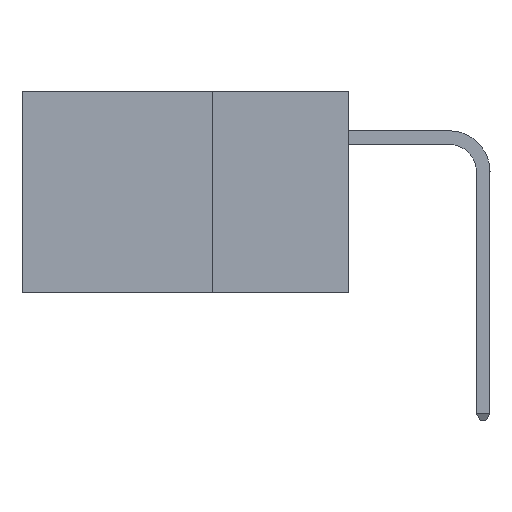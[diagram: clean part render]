
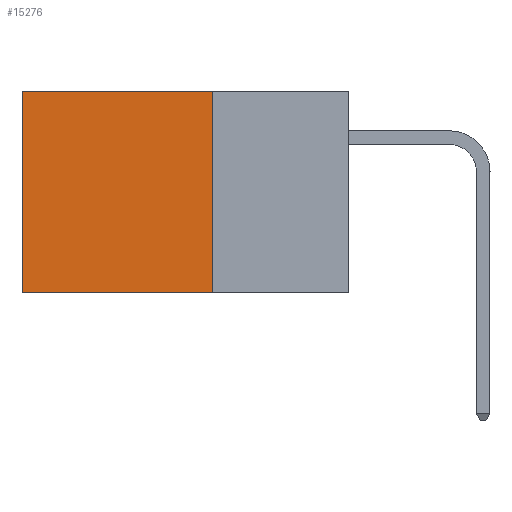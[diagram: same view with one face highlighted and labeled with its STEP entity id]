
A CAD part, left-side view. The second image highlights one B-rep face of the part: STEP entity #15276.
In plain terms, the highlighted planar face has unit normal (-1, 0, 0).
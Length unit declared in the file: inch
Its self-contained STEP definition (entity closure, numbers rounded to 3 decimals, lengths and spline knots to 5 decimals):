
#193 = EDGE_LOOP ( 'NONE', ( #14809, #14526, #16370, #4198 ) ) ;
#399 = CARTESIAN_POINT ( 'NONE',  ( 0.2875, 0.25, 0. ) ) ;
#1632 = PLANE ( 'NONE',  #12153 ) ;
#2085 = DIRECTION ( 'NONE',  ( 0., 1., 0. ) ) ;
#2813 = LINE ( 'NONE', #2896, #7021 ) ;
#2896 = CARTESIAN_POINT ( 'NONE',  ( 0.2875, 0.25, 0. ) ) ;
#2995 = VECTOR ( 'NONE', #18435, 39.37008 ) ;
#4198 = ORIENTED_EDGE ( 'NONE', *, *, #9738, .T. ) ;
#4735 = EDGE_CURVE ( 'NONE', #17806, #13399, #14089, .T. ) ;
#5350 = VERTEX_POINT ( 'NONE', #399 ) ;
#5506 = CARTESIAN_POINT ( 'NONE',  ( 0.2875, 0.25, 0. ) ) ;
#7021 = VECTOR ( 'NONE', #10502, 39.37008 ) ;
#7101 = CARTESIAN_POINT ( 'NONE',  ( 0.2875, 0.6, 0. ) ) ;
#7809 = VECTOR ( 'NONE', #15833, 39.37008 ) ;
#9412 = DIRECTION ( 'NONE',  ( 0., 0., -1. ) ) ;
#9738 = EDGE_CURVE ( 'NONE', #5350, #17806, #18887, .T. ) ;
#10258 = CARTESIAN_POINT ( 'NONE',  ( 0.2875, 0.25, -0.37 ) ) ;
#10502 = DIRECTION ( 'NONE',  ( 0., 0., -1. ) ) ;
#10661 = LINE ( 'NONE', #15653, #11128 ) ;
#11128 = VECTOR ( 'NONE', #2085, 39.37008 ) ;
#11622 = FACE_OUTER_BOUND ( 'NONE', #193, .T. ) ;
#12153 = AXIS2_PLACEMENT_3D ( 'NONE', #16656, #18073, #9412 ) ;
#12766 = EDGE_CURVE ( 'NONE', #16776, #13399, #10661, .T. ) ;
#13399 = VERTEX_POINT ( 'NONE', #17833 ) ;
#14089 = LINE ( 'NONE', #18534, #2995 ) ;
#14526 = ORIENTED_EDGE ( 'NONE', *, *, #12766, .F. ) ;
#14809 = ORIENTED_EDGE ( 'NONE', *, *, #4735, .T. ) ;
#15109 = EDGE_CURVE ( 'NONE', #5350, #16776, #2813, .T. ) ;
#15276 = ADVANCED_FACE ( 'NONE', ( #11622 ), #1632, .F. ) ;
#15653 = CARTESIAN_POINT ( 'NONE',  ( 0.2875, 0.25, -0.37 ) ) ;
#15833 = DIRECTION ( 'NONE',  ( 0., 1., 0. ) ) ;
#16370 = ORIENTED_EDGE ( 'NONE', *, *, #15109, .F. ) ;
#16656 = CARTESIAN_POINT ( 'NONE',  ( 0.2875, 0.25, 0. ) ) ;
#16776 = VERTEX_POINT ( 'NONE', #10258 ) ;
#17806 = VERTEX_POINT ( 'NONE', #7101 ) ;
#17833 = CARTESIAN_POINT ( 'NONE',  ( 0.2875, 0.6, -0.37 ) ) ;
#18073 = DIRECTION ( 'NONE',  ( 1., 0., 0. ) ) ;
#18435 = DIRECTION ( 'NONE',  ( 0., 0., -1. ) ) ;
#18534 = CARTESIAN_POINT ( 'NONE',  ( 0.2875, 0.6, 0. ) ) ;
#18887 = LINE ( 'NONE', #5506, #7809 ) ;
